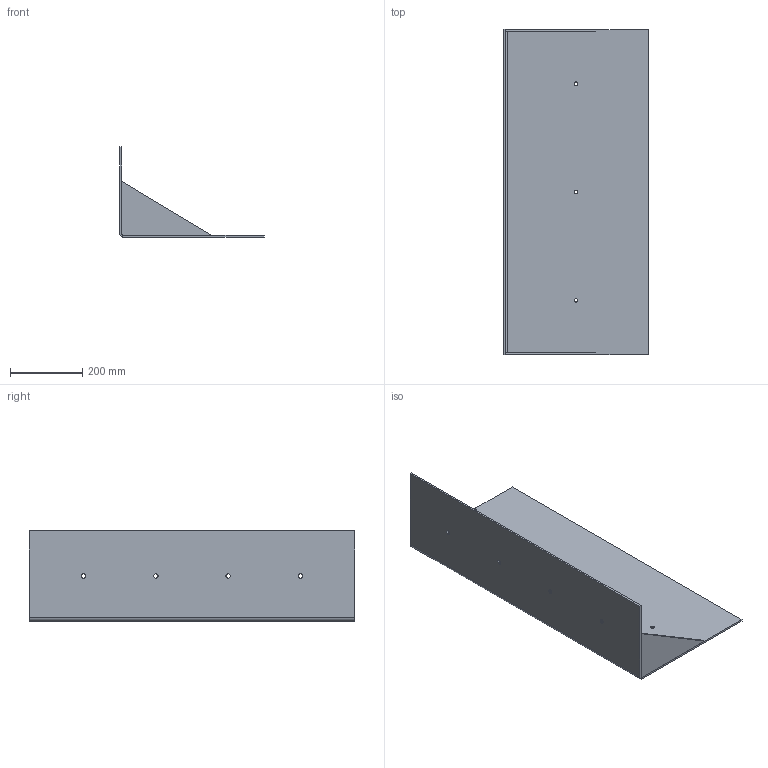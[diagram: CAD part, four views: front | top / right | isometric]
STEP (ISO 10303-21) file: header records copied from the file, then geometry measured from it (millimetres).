
FILE_DESCRIPTION(/* description */ ('STEP AP214'),/* implementation_level */ '2;1');
FILE_NAME(/* name */ '68c946a4ac1a39aaba0f6645',/* time_stamp */ '2025-09-16T11:14:45Z',/* author */ (''),/* organization */ (''),/* preprocessor_version */ 'ST-DEVELOPER v20',/* originating_system */ 'ONSHAPE BY PTC INC, 1.203',/* authorisation */ ' ');
FILE_SCHEMA (('AUTOMOTIVE_DESIGN {1 0 10303 214 3 1 1}'));
Length unit declared in the file: metre
Products named in the file (3): Part 2; Part 3; Part 1
Bounding box: 400 x 900 x 250 mm (x, y, z)
Volume: 3071949.3 mm3; surface area: 1252309 mm2
Topology: 3 solids, 3 shells, 33 faces, 73 edges, 46 vertices
Faces by surface type: plane 24, cylinder 9
Full cylindrical faces by diameter (mm): 10 x3, 12 x4
Entity records: 974 total; most frequent: DIRECTION 156, CARTESIAN_POINT 148, ORIENTED_EDGE 132, EDGE_CURVE 66, EDGE_LOOP 54, FACE_BOUND 54, AXIS2_PLACEMENT_3D 54, LINE 48
